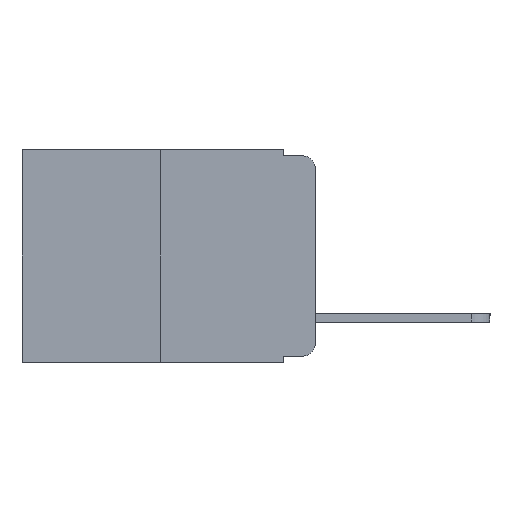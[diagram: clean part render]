
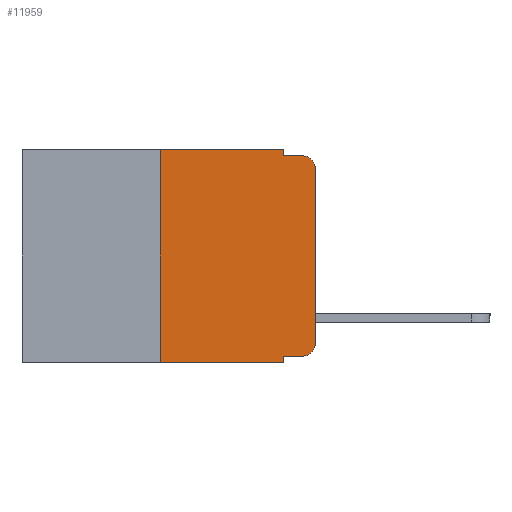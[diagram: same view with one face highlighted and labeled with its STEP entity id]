
A CAD part, left-side view. The second image highlights one B-rep face of the part: STEP entity #11959.
In plain terms, the highlighted planar face has unit normal (-1, 0, 0).
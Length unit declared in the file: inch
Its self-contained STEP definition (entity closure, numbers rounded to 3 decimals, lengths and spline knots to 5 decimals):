
#518 = CARTESIAN_POINT ( 'NONE',  ( 0., 0.051, -0.01 ) ) ;
#872 = AXIS2_PLACEMENT_3D ( 'NONE', #6335, #7951, #18481 ) ;
#905 = VERTEX_POINT ( 'NONE', #18637 ) ;
#1028 = CARTESIAN_POINT ( 'NONE',  ( 0., 0.051, -0.333 ) ) ;
#1101 = CARTESIAN_POINT ( 'NONE',  ( 0., 0.02, -0.313 ) ) ;
#1191 = ORIENTED_EDGE ( 'NONE', *, *, #6992, .T. ) ;
#1256 = LINE ( 'NONE', #5721, #9334 ) ;
#1825 = LINE ( 'NONE', #13380, #2354 ) ;
#2354 = VECTOR ( 'NONE', #2405, 39.37008 ) ;
#2405 = DIRECTION ( 'NONE',  ( 0., 0., -1. ) ) ;
#2576 = VERTEX_POINT ( 'NONE', #11677 ) ;
#2723 = EDGE_CURVE ( 'NONE', #18692, #7449, #5609, .T. ) ;
#2830 = DIRECTION ( 'NONE',  ( 0., 0., -1. ) ) ;
#3599 = ORIENTED_EDGE ( 'NONE', *, *, #6829, .T. ) ;
#3649 = VECTOR ( 'NONE', #10676, 39.37008 ) ;
#3846 = DIRECTION ( 'NONE',  ( -1., 0., 0. ) ) ;
#3907 = CIRCLE ( 'NONE', #13922, 0.02 ) ;
#4516 = CARTESIAN_POINT ( 'NONE',  ( 0., 0.02, -0.333 ) ) ;
#4630 = LINE ( 'NONE', #19375, #8374 ) ;
#5071 = ORIENTED_EDGE ( 'NONE', *, *, #2723, .T. ) ;
#5609 = LINE ( 'NONE', #6889, #13383 ) ;
#5721 = CARTESIAN_POINT ( 'NONE',  ( 0., 0.25, 0. ) ) ;
#6027 = CARTESIAN_POINT ( 'NONE',  ( 0., 0.051, -0.343 ) ) ;
#6335 = CARTESIAN_POINT ( 'NONE',  ( 0., 0.473, 0. ) ) ;
#6743 = DIRECTION ( 'NONE',  ( 0., -1., 0. ) ) ;
#6829 = EDGE_CURVE ( 'NONE', #7261, #905, #19553, .T. ) ;
#6838 = EDGE_CURVE ( 'NONE', #905, #2576, #3907, .T. ) ;
#6862 = EDGE_CURVE ( 'NONE', #7710, #2576, #11299, .T. ) ;
#6889 = CARTESIAN_POINT ( 'NONE',  ( 0., 0.473, -0.343 ) ) ;
#6902 = EDGE_CURVE ( 'NONE', #11453, #7710, #1825, .T. ) ;
#6931 = EDGE_CURVE ( 'NONE', #18692, #12483, #1256, .T. ) ;
#6963 = EDGE_CURVE ( 'NONE', #15640, #7449, #4630, .T. ) ;
#6992 = EDGE_CURVE ( 'NONE', #15640, #13724, #12020, .T. ) ;
#6998 = EDGE_CURVE ( 'NONE', #13724, #7261, #11528, .T. ) ;
#7261 = VERTEX_POINT ( 'NONE', #8539 ) ;
#7449 = VERTEX_POINT ( 'NONE', #6027 ) ;
#7710 = VERTEX_POINT ( 'NONE', #9992 ) ;
#7813 = ORIENTED_EDGE ( 'NONE', *, *, #6838, .T. ) ;
#7951 = DIRECTION ( 'NONE',  ( 1., 0., 0. ) ) ;
#8330 = ORIENTED_EDGE ( 'NONE', *, *, #6902, .F. ) ;
#8374 = VECTOR ( 'NONE', #16601, 39.37008 ) ;
#8539 = CARTESIAN_POINT ( 'NONE',  ( 0., 0., -0.313 ) ) ;
#9241 = EDGE_LOOP ( 'NONE', ( #3599, #7813, #19721, #8330, #16404, #12901, #5071, #9281, #1191, #9786 ) ) ;
#9281 = ORIENTED_EDGE ( 'NONE', *, *, #6963, .F. ) ;
#9334 = VECTOR ( 'NONE', #14957, 39.37008 ) ;
#9786 = ORIENTED_EDGE ( 'NONE', *, *, #6998, .T. ) ;
#9992 = CARTESIAN_POINT ( 'NONE',  ( 0., 0.051, -0.01 ) ) ;
#10676 = DIRECTION ( 'NONE',  ( 0., -1., 0. ) ) ;
#11299 = LINE ( 'NONE', #518, #19109 ) ;
#11453 = VERTEX_POINT ( 'NONE', #14239 ) ;
#11528 = CIRCLE ( 'NONE', #11555, 0.02 ) ;
#11555 = AXIS2_PLACEMENT_3D ( 'NONE', #1101, #12294, #2830 ) ;
#11677 = CARTESIAN_POINT ( 'NONE',  ( 0., 0.02, -0.01 ) ) ;
#11761 = DIRECTION ( 'NONE',  ( 0., -1., 0. ) ) ;
#11788 = LINE ( 'NONE', #12391, #19115 ) ;
#11959 = ADVANCED_FACE ( 'NONE', ( #13943 ), #17051, .F. ) ;
#12020 = LINE ( 'NONE', #1028, #3649 ) ;
#12294 = DIRECTION ( 'NONE',  ( -1., 0., 0. ) ) ;
#12391 = CARTESIAN_POINT ( 'NONE',  ( 0., 0.473, 0. ) ) ;
#12483 = VERTEX_POINT ( 'NONE', #19714 ) ;
#12901 = ORIENTED_EDGE ( 'NONE', *, *, #6931, .F. ) ;
#13199 = CARTESIAN_POINT ( 'NONE',  ( 0., 0.02, -0.03 ) ) ;
#13380 = CARTESIAN_POINT ( 'NONE',  ( 0., 0.051, 0. ) ) ;
#13383 = VECTOR ( 'NONE', #6743, 39.37008 ) ;
#13724 = VERTEX_POINT ( 'NONE', #4516 ) ;
#13862 = DIRECTION ( 'NONE',  ( 0., -1., 0. ) ) ;
#13922 = AXIS2_PLACEMENT_3D ( 'NONE', #13199, #3846, #14697 ) ;
#13943 = FACE_OUTER_BOUND ( 'NONE', #9241, .T. ) ;
#14239 = CARTESIAN_POINT ( 'NONE',  ( 0., 0.051, 0. ) ) ;
#14697 = DIRECTION ( 'NONE',  ( 0., 0., -1. ) ) ;
#14957 = DIRECTION ( 'NONE',  ( 0., 0., 1. ) ) ;
#15640 = VERTEX_POINT ( 'NONE', #18587 ) ;
#15760 = VECTOR ( 'NONE', #16139, 39.37008 ) ;
#16082 = CARTESIAN_POINT ( 'NONE',  ( 0., 0., 0. ) ) ;
#16090 = EDGE_CURVE ( 'NONE', #12483, #11453, #11788, .T. ) ;
#16139 = DIRECTION ( 'NONE',  ( 0., 0., 1. ) ) ;
#16404 = ORIENTED_EDGE ( 'NONE', *, *, #16090, .F. ) ;
#16601 = DIRECTION ( 'NONE',  ( 0., 0., -1. ) ) ;
#16620 = CARTESIAN_POINT ( 'NONE',  ( 0., 0.25, -0.343 ) ) ;
#17051 = PLANE ( 'NONE',  #872 ) ;
#18481 = DIRECTION ( 'NONE',  ( 0., 0., -1. ) ) ;
#18587 = CARTESIAN_POINT ( 'NONE',  ( 0., 0.051, -0.333 ) ) ;
#18637 = CARTESIAN_POINT ( 'NONE',  ( 0., 0., -0.03 ) ) ;
#18692 = VERTEX_POINT ( 'NONE', #16620 ) ;
#19109 = VECTOR ( 'NONE', #11761, 39.37008 ) ;
#19115 = VECTOR ( 'NONE', #13862, 39.37008 ) ;
#19375 = CARTESIAN_POINT ( 'NONE',  ( 0., 0.051, 0. ) ) ;
#19553 = LINE ( 'NONE', #16082, #15760 ) ;
#19714 = CARTESIAN_POINT ( 'NONE',  ( 0., 0.25, 0. ) ) ;
#19721 = ORIENTED_EDGE ( 'NONE', *, *, #6862, .F. ) ;
